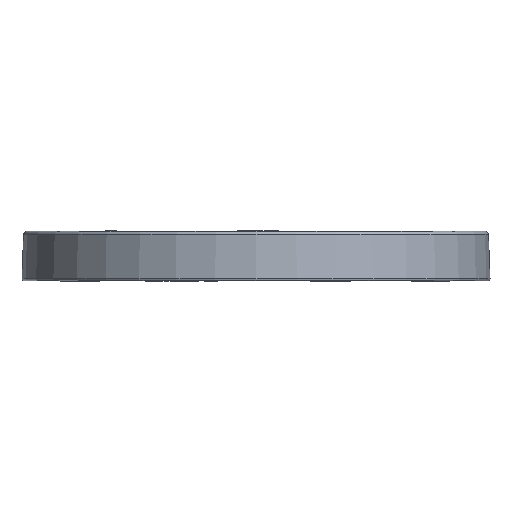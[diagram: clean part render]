
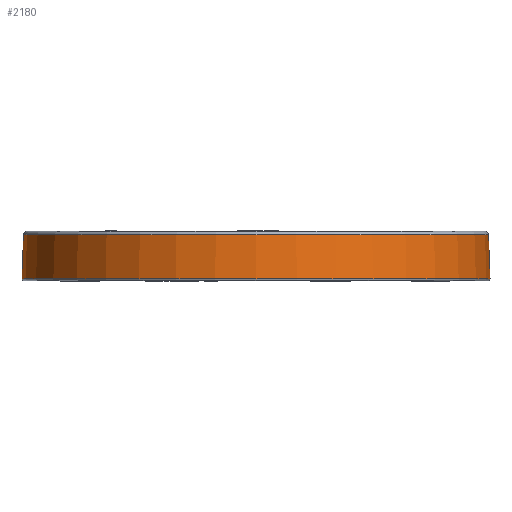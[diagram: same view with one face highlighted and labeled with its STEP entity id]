
A CAD part, front view. The second image highlights one B-rep face of the part: STEP entity #2180.
In plain terms, the highlighted conical face has half-angle 2 degrees and reference radius 125 mm.
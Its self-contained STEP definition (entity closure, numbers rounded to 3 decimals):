
#323=CONICAL_SURFACE('',#10746,125.,2.);
#2180=ADVANCED_FACE('',(#3358,#3359),#323,.T.);
#3105=CIRCLE('',#10744,125.893);
#3106=CIRCLE('',#10745,125.067);
#3358=FACE_BOUND('',#3485,.T.);
#3359=FACE_BOUND('',#3486,.T.);
#3485=EDGE_LOOP('',(#4570));
#3486=EDGE_LOOP('',(#4571));
#4570=ORIENTED_EDGE('',*,*,#8625,.T.);
#4571=ORIENTED_EDGE('',*,*,#8626,.T.);
#7614=VERTEX_POINT('',#15642);
#7615=VERTEX_POINT('',#15644);
#8625=EDGE_CURVE('',#7614,#7614,#3105,.T.);
#8626=EDGE_CURVE('',#7615,#7615,#3106,.T.);
#10744=AXIS2_PLACEMENT_3D('',#15641,#11626,#11627);
#10745=AXIS2_PLACEMENT_3D('',#15643,#11628,#11629);
#10746=AXIS2_PLACEMENT_3D('',#15645,#11630,#11631);
#11626=DIRECTION('',(0.,0.,1.));
#11627=DIRECTION('',(1.,0.,0.));
#11628=DIRECTION('',(0.,0.,-1.));
#11629=DIRECTION('',(1.,0.,0.));
#11630=DIRECTION('',(0.,0.,-1.));
#11631=DIRECTION('',(1.,0.,0.));
#15641=CARTESIAN_POINT('',(1179.,0.,1.035));
#15642=CARTESIAN_POINT('',(1304.893,0.,1.035));
#15643=CARTESIAN_POINT('',(1179.,0.,24.67));
#15644=CARTESIAN_POINT('',(1304.067,0.,24.67));
#15645=CARTESIAN_POINT('',(1179.,0.,26.6));
